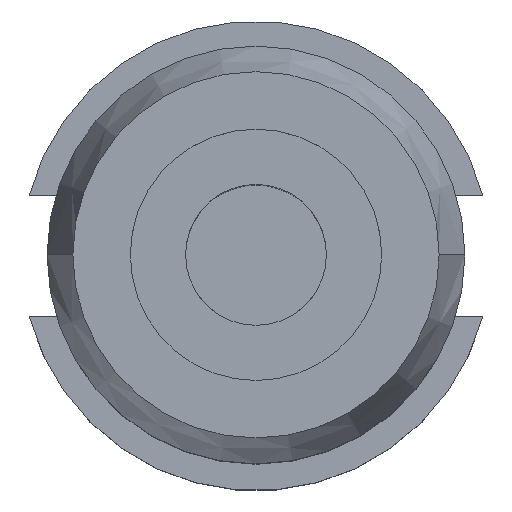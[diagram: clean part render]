
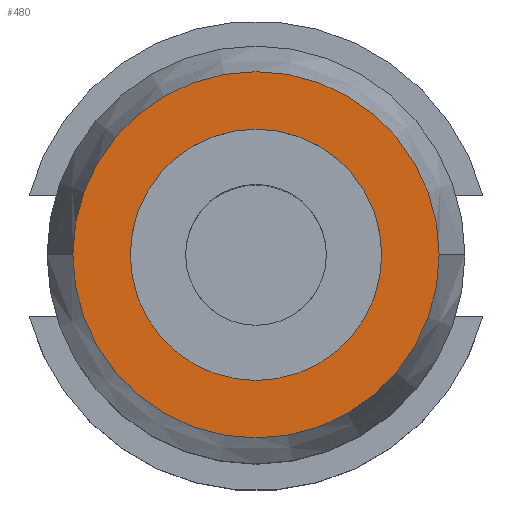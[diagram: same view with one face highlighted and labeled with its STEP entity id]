
A CAD part, top view. The second image highlights one B-rep face of the part: STEP entity #480.
In plain terms, the highlighted planar face has unit normal (0, 0, 1).
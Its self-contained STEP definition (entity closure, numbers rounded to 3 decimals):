
#18 = PLANE ( 'NONE',  #632 ) ;
#73 = ORIENTED_EDGE ( 'NONE', *, *, #748, .F. ) ;
#154 = DIRECTION ( 'NONE',  ( -1., 0., 0. ) ) ;
#220 = DIRECTION ( 'NONE',  ( 0., 0., -1. ) ) ;
#305 = CARTESIAN_POINT ( 'NONE',  ( 0., 0., 101.6 ) ) ;
#307 = CARTESIAN_POINT ( 'NONE',  ( 17., 0., 101.6 ) ) ;
#380 = CARTESIAN_POINT ( 'NONE',  ( 0., 0., 101.6 ) ) ;
#391 = DIRECTION ( 'NONE',  ( -1., 0., 0. ) ) ;
#480 = ADVANCED_FACE ( 'NONE', ( #600, #653 ), #18, .T. ) ;
#486 = DIRECTION ( 'NONE',  ( -1., 0., 0. ) ) ;
#562 = DIRECTION ( 'NONE',  ( -1., 0., 0. ) ) ;
#572 = CARTESIAN_POINT ( 'NONE',  ( 0., 0., 101.6 ) ) ;
#600 = FACE_BOUND ( 'NONE', #1238, .T. ) ;
#632 = AXIS2_PLACEMENT_3D ( 'NONE', #1836, #1588, #1578 ) ;
#634 = VERTEX_POINT ( 'NONE', #1181 ) ;
#653 = FACE_OUTER_BOUND ( 'NONE', #1542, .T. ) ;
#748 = EDGE_CURVE ( 'NONE', #1081, #634, #1254, .T. ) ;
#848 = ORIENTED_EDGE ( 'NONE', *, *, #1511, .T. ) ;
#1071 = CIRCLE ( 'NONE', #2020, 17. ) ;
#1072 = CIRCLE ( 'NONE', #2208, 24.77 ) ;
#1081 = VERTEX_POINT ( 'NONE', #1904 ) ;
#1086 = VERTEX_POINT ( 'NONE', #307 ) ;
#1145 = EDGE_CURVE ( 'NONE', #1086, #1146, #2047, .T. ) ;
#1146 = VERTEX_POINT ( 'NONE', #1762 ) ;
#1178 = ORIENTED_EDGE ( 'NONE', *, *, #1145, .T. ) ;
#1181 = CARTESIAN_POINT ( 'NONE',  ( -24.77, 0., 101.6 ) ) ;
#1190 = AXIS2_PLACEMENT_3D ( 'NONE', #572, #220, #391 ) ;
#1236 = DIRECTION ( 'NONE',  ( 0., 0., -1. ) ) ;
#1238 = EDGE_LOOP ( 'NONE', ( #848, #1178 ) ) ;
#1254 = CIRCLE ( 'NONE', #1190, 24.77 ) ;
#1511 = EDGE_CURVE ( 'NONE', #1146, #1086, #1071, .T. ) ;
#1542 = EDGE_LOOP ( 'NONE', ( #2274, #73 ) ) ;
#1560 = DIRECTION ( 'NONE',  ( 0., 0., -1. ) ) ;
#1578 = DIRECTION ( 'NONE',  ( 1., 0., 0. ) ) ;
#1588 = DIRECTION ( 'NONE',  ( 0., 0., 1. ) ) ;
#1637 = DIRECTION ( 'NONE',  ( 0., 0., -1. ) ) ;
#1762 = CARTESIAN_POINT ( 'NONE',  ( -17., 0., 101.6 ) ) ;
#1836 = CARTESIAN_POINT ( 'NONE',  ( 0., 24.77, 101.6 ) ) ;
#1887 = EDGE_CURVE ( 'NONE', #634, #1081, #1072, .T. ) ;
#1904 = CARTESIAN_POINT ( 'NONE',  ( 24.77, 0., 101.6 ) ) ;
#2020 = AXIS2_PLACEMENT_3D ( 'NONE', #380, #1637, #562 ) ;
#2047 = CIRCLE ( 'NONE', #2181, 17. ) ;
#2181 = AXIS2_PLACEMENT_3D ( 'NONE', #2278, #1236, #154 ) ;
#2208 = AXIS2_PLACEMENT_3D ( 'NONE', #305, #1560, #486 ) ;
#2274 = ORIENTED_EDGE ( 'NONE', *, *, #1887, .F. ) ;
#2278 = CARTESIAN_POINT ( 'NONE',  ( 0., 0., 101.6 ) ) ;
